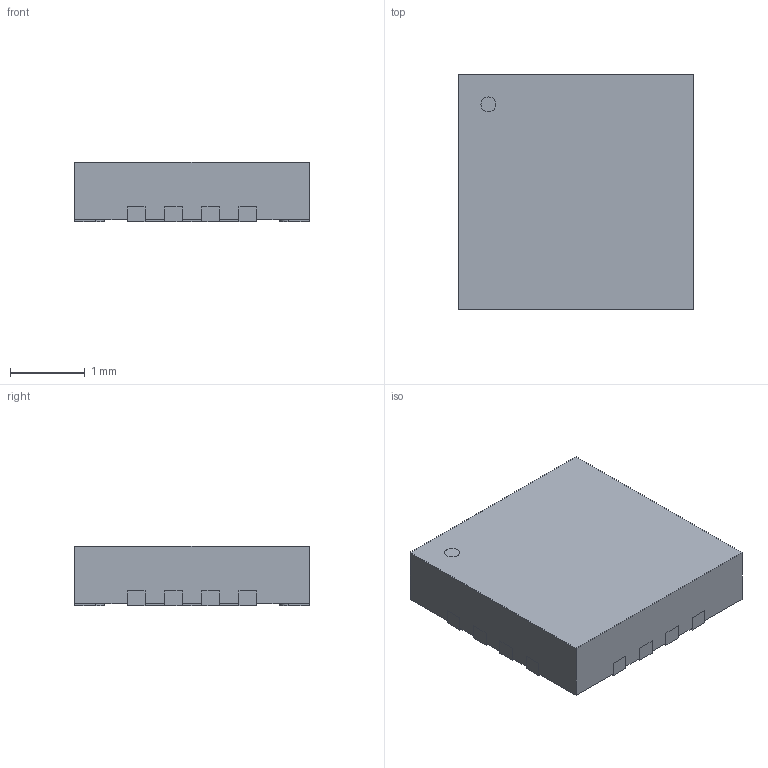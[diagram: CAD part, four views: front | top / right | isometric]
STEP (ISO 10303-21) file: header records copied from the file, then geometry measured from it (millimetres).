
FILE_DESCRIPTION(/* description */ (''),/* implementation_level */ '2;1');
FILE_NAME(/* name */ 'QFN50P300X300X80-17N-S145.stp',/* time_stamp */ '2016-12-21T10:01:49+01:00',/* author */ ('jchouvet'),/* organization */ (''),/* preprocessor_version */ 'ST-DEVELOPER v16.1',/* originating_system */ 'AutoCAD Mechanical',/* authorisation */ '');
FILE_SCHEMA (('AUTOMOTIVE_DESIGN { 1 0 10303 214 3 1 1 }'));
Length unit declared in the file: millimetre
Products named in the file (1): Product
Bounding box: 3.15 x 3.15 x 0.8 mm (x, y, z)
Volume: 7.7 mm3; surface area: 42.6 mm2
Topology: 19 solids, 19 shells, 177 faces, 414 edges, 276 vertices
Faces by surface type: plane 143, cylinder 34
Full cylindrical faces by diameter (mm): 0.2 x2
Entity records: 5027 total; most frequent: CARTESIAN_POINT 866, DIRECTION 836, ORIENTED_EDGE 824, EDGE_CURVE 412, LINE 344, VECTOR 344, VERTEX_POINT 276, AXIS2_PLACEMENT_3D 246
